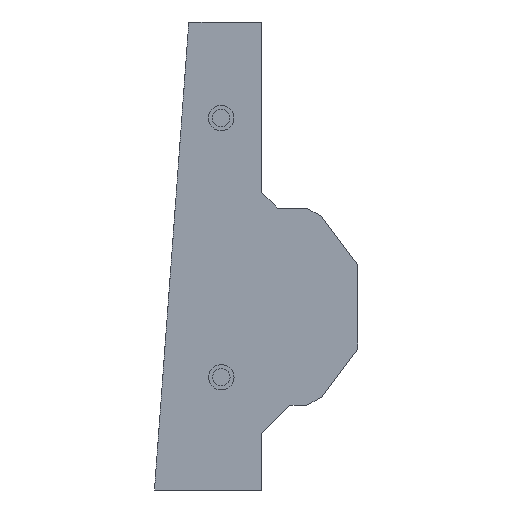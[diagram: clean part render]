
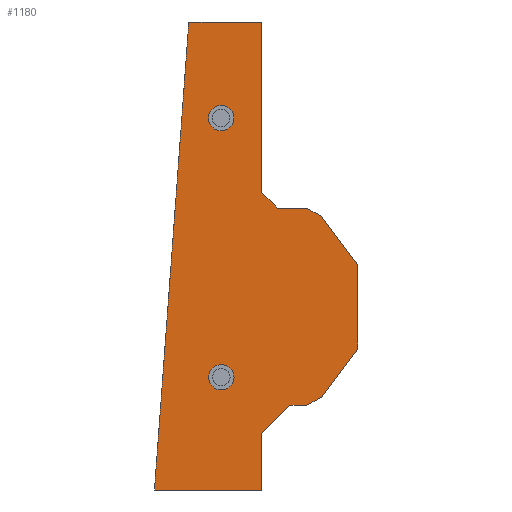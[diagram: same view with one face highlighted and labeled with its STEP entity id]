
A CAD part, top view. The second image highlights one B-rep face of the part: STEP entity #1180.
In plain terms, the highlighted planar face has unit normal (0, 0, 1).
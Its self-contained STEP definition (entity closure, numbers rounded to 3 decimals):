
#131=DIRECTION('',(0.,-1.,0.));
#132=VECTOR('',#131,10.);
#133=CARTESIAN_POINT('',(-15.515,-114.,-178.666));
#134=LINE('',#133,#132);
#139=DIRECTION('',(0.,-1.,0.));
#140=VECTOR('',#139,30.2);
#141=CARTESIAN_POINT('',(-15.515,-41.,-178.666));
#142=LINE('',#141,#140);
#185=DIRECTION('',(0.707,0.707,0.));
#186=VECTOR('',#185,7.071);
#187=CARTESIAN_POINT('',(-15.515,-114.,-178.666));
#188=LINE('',#187,#186);
#193=CARTESIAN_POINT('',(-22.664,-103.997,
-178.666));
#194=DIRECTION('',(0.,0.,-1.));
#195=DIRECTION('',(1.,0.,0.));
#196=AXIS2_PLACEMENT_3D('',#193,#194,#195);
#198=CARTESIAN_POINT('',(-22.664,-103.997,
-178.666));
#199=DIRECTION('',(0.,0.,-1.));
#200=DIRECTION('',(-1.,0.,0.));
#201=AXIS2_PLACEMENT_3D('',#198,#199,#200);
#203=CARTESIAN_POINT('',(-22.689,-58.034,
-178.666));
#204=DIRECTION('',(0.,0.,-1.));
#205=DIRECTION('',(1.,0.,0.));
#206=AXIS2_PLACEMENT_3D('',#203,#204,#205);
#208=CARTESIAN_POINT('',(-22.689,-58.034,
-178.666));
#209=DIRECTION('',(0.,0.,-1.));
#210=DIRECTION('',(-1.,0.,0.));
#211=AXIS2_PLACEMENT_3D('',#208,#209,#210);
#213=DIRECTION('',(-1.,0.,0.));
#214=VECTOR('',#213,5.163);
#215=CARTESIAN_POINT('',(-7.551,-74.,
-178.666));
#216=LINE('',#215,#214);
#217=DIRECTION('',(-0.875,0.484,0.));
#218=VECTOR('',#217,3.025);
#219=CARTESIAN_POINT('',(-4.904,-75.465,
-178.666));
#220=LINE('',#219,#218);
#221=DIRECTION('',(-0.599,0.801,0.));
#222=VECTOR('',#221,10.662);
#223=CARTESIAN_POINT('',(1.486,-84.,-178.666));
#224=LINE('',#223,#222);
#225=DIRECTION('',(0.,-1.,0.));
#226=VECTOR('',#225,15.);
#227=CARTESIAN_POINT('',(1.486,-84.,-178.666));
#228=LINE('',#227,#226);
#229=DIRECTION('',(0.599,0.801,0.));
#230=VECTOR('',#229,10.662);
#231=CARTESIAN_POINT('',(-4.904,-107.536,
-178.666));
#232=LINE('',#231,#230);
#233=DIRECTION('',(0.875,0.484,0.));
#234=VECTOR('',#233,3.025);
#235=CARTESIAN_POINT('',(-7.551,-109.,
-178.666));
#236=LINE('',#235,#234);
#237=DIRECTION('',(1.,0.,0.));
#238=VECTOR('',#237,2.963);
#239=CARTESIAN_POINT('',(-10.515,-109.,-178.666));
#240=LINE('',#239,#238);
#241=DIRECTION('',(-0.073,-0.997,0.));
#242=VECTOR('',#241,83.224);
#243=CARTESIAN_POINT('',(-28.423,-41.,
-178.666));
#244=LINE('',#243,#242);
#245=DIRECTION('',(-1.,0.,0.));
#246=VECTOR('',#245,12.908);
#247=CARTESIAN_POINT('',(-15.515,-41.,-178.666));
#248=LINE('',#247,#246);
#345=DIRECTION('',(-0.707,0.707,0.));
#346=VECTOR('',#345,3.96);
#347=CARTESIAN_POINT('',(-12.715,-74.,-178.666));
#348=LINE('',#347,#346);
#762=DIRECTION('',(-1.,0.,0.));
#763=VECTOR('',#762,19.003);
#764=CARTESIAN_POINT('',(-15.515,-124.,-178.666));
#765=LINE('',#764,#763);
#850=CARTESIAN_POINT('',(-15.515,-41.,-178.666));
#851=VERTEX_POINT('',#850);
#852=CARTESIAN_POINT('',(-15.515,-124.,-178.666));
#854=VERTEX_POINT('',#852);
#861=CARTESIAN_POINT('',(-34.518,-124.,
-178.666));
#863=VERTEX_POINT('',#861);
#866=CARTESIAN_POINT('',(-28.423,-41.,
-178.666));
#868=VERTEX_POINT('',#866);
#875=CARTESIAN_POINT('',(-24.914,-103.997,
-178.666));
#877=VERTEX_POINT('',#875);
#879=CARTESIAN_POINT('',(-20.414,-103.997,
-178.666));
#880=VERTEX_POINT('',#879);
#883=CARTESIAN_POINT('',(-24.939,-58.034,
-178.666));
#885=VERTEX_POINT('',#883);
#887=CARTESIAN_POINT('',(-20.439,-58.034,
-178.666));
#888=VERTEX_POINT('',#887);
#934=CARTESIAN_POINT('',(-4.904,-107.536,
-178.666));
#935=CARTESIAN_POINT('',(1.486,-99.,-178.666));
#936=VERTEX_POINT('',#934);
#937=VERTEX_POINT('',#935);
#938=CARTESIAN_POINT('',(1.486,-84.,-178.666));
#939=CARTESIAN_POINT('',(-4.904,-75.465,
-178.666));
#940=VERTEX_POINT('',#938);
#941=VERTEX_POINT('',#939);
#944=CARTESIAN_POINT('',(-7.551,-109.,
-178.666));
#945=VERTEX_POINT('',#944);
#946=CARTESIAN_POINT('',(-7.551,-74.,
-178.666));
#947=VERTEX_POINT('',#946);
#958=CARTESIAN_POINT('',(-15.515,-114.,-178.666));
#960=VERTEX_POINT('',#958);
#962=CARTESIAN_POINT('',(-10.515,-109.,-178.666));
#964=VERTEX_POINT('',#962);
#973=CARTESIAN_POINT('',(-15.515,-71.2,-178.666));
#975=VERTEX_POINT('',#973);
#977=CARTESIAN_POINT('',(-12.715,-74.,-178.666));
#979=VERTEX_POINT('',#977);
#1138=CARTESIAN_POINT('',(-30.365,-77.,-178.666));
#1139=DIRECTION('',(0.,0.,1.));
#1140=DIRECTION('',(0.,-1.,0.));
#1141=AXIS2_PLACEMENT_3D('',#1138,#1139,#1140);
#1142=PLANE('',#1141);
#1143=ORIENTED_EDGE('',*,*,#1096,.T.);
#1145=ORIENTED_EDGE('',*,*,#1144,.F.);
#1147=ORIENTED_EDGE('',*,*,#1146,.F.);
#1149=ORIENTED_EDGE('',*,*,#1148,.F.);
#1151=ORIENTED_EDGE('',*,*,#1150,.F.);
#1153=ORIENTED_EDGE('',*,*,#1152,.T.);
#1155=ORIENTED_EDGE('',*,*,#1154,.F.);
#1157=ORIENTED_EDGE('',*,*,#1156,.F.);
#1159=ORIENTED_EDGE('',*,*,#1158,.F.);
#1160=ORIENTED_EDGE('',*,*,#1127,.F.);
#1161=ORIENTED_EDGE('',*,*,#1084,.T.);
#1163=ORIENTED_EDGE('',*,*,#1162,.T.);
#1164=ORIENTED_EDGE('',*,*,#1023,.F.);
#1165=ORIENTED_EDGE('',*,*,#1063,.F.);
#1166=EDGE_LOOP('',(#1143,#1145,#1147,#1149,#1151,#1153,#1155,#1157,#1159,#1160,
#1161,#1163,#1164,#1165));
#1167=FACE_OUTER_BOUND('',#1166,.F.);
#1169=ORIENTED_EDGE('',*,*,#1168,.F.);
#1171=ORIENTED_EDGE('',*,*,#1170,.F.);
#1172=EDGE_LOOP('',(#1169,#1171));
#1173=FACE_BOUND('',#1172,.F.);
#1175=ORIENTED_EDGE('',*,*,#1174,.F.);
#1177=ORIENTED_EDGE('',*,*,#1176,.F.);
#1178=EDGE_LOOP('',(#1175,#1177));
#1179=FACE_BOUND('',#1178,.F.);
#1180=ADVANCED_FACE('',(#1167,#1173,#1179),#1142,.T.);
#197=CIRCLE('',#196,2.25);
#202=CIRCLE('',#201,2.25);
#207=CIRCLE('',#206,2.25);
#212=CIRCLE('',#211,2.25);
#1023=EDGE_CURVE('',#868,#863,#244,.T.);
#1063=EDGE_CURVE('',#851,#868,#248,.T.);
#1084=EDGE_CURVE('',#960,#854,#134,.T.);
#1096=EDGE_CURVE('',#851,#975,#142,.T.);
#1127=EDGE_CURVE('',#960,#964,#188,.T.);
#1144=EDGE_CURVE('',#979,#975,#348,.T.);
#1146=EDGE_CURVE('',#947,#979,#216,.T.);
#1148=EDGE_CURVE('',#941,#947,#220,.T.);
#1150=EDGE_CURVE('',#940,#941,#224,.T.);
#1152=EDGE_CURVE('',#940,#937,#228,.T.);
#1154=EDGE_CURVE('',#936,#937,#232,.T.);
#1156=EDGE_CURVE('',#945,#936,#236,.T.);
#1158=EDGE_CURVE('',#964,#945,#240,.T.);
#1162=EDGE_CURVE('',#854,#863,#765,.T.);
#1168=EDGE_CURVE('',#888,#885,#207,.T.);
#1170=EDGE_CURVE('',#885,#888,#212,.T.);
#1174=EDGE_CURVE('',#880,#877,#197,.T.);
#1176=EDGE_CURVE('',#877,#880,#202,.T.);
